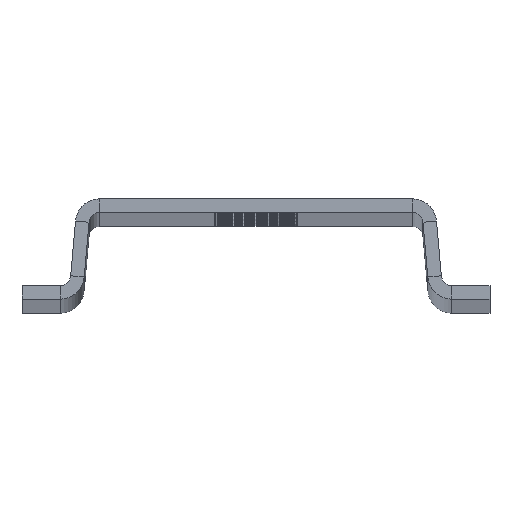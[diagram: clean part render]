
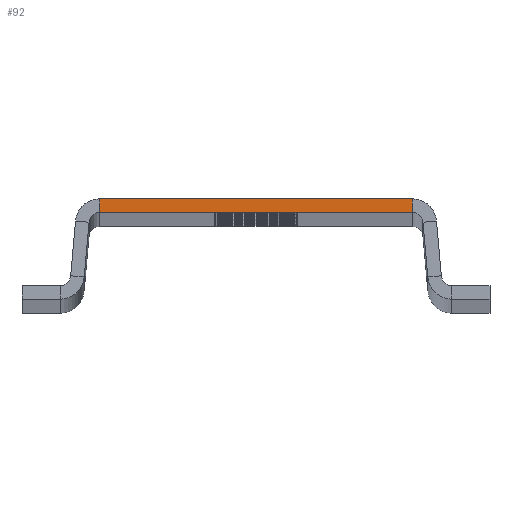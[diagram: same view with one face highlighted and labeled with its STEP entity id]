
A CAD part, top view. The second image highlights one B-rep face of the part: STEP entity #92.
In plain terms, the highlighted planar face has unit normal (0, 0, 1).
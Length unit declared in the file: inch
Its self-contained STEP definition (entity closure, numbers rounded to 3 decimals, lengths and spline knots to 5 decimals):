
#92 = ADVANCED_FACE ( 'NONE', ( #2710 ), #604, .T. ) ;
#98 = CARTESIAN_POINT ( 'NONE',  ( 0., 0., 11.8125 ) ) ;
#128 = ORIENTED_EDGE ( 'NONE', *, *, #1105, .T. ) ;
#234 = DIRECTION ( 'NONE',  ( 0., 0., 1. ) ) ;
#452 = EDGE_CURVE ( 'NONE', #3669, #3205, #3575, .T. ) ;
#598 = LINE ( 'NONE', #98, #4920 ) ;
#604 = PLANE ( 'NONE',  #3705 ) ;
#825 = DIRECTION ( 'NONE',  ( 0., 1., 0. ) ) ;
#1084 = DIRECTION ( 'NONE',  ( 0., -1., 0. ) ) ;
#1105 = EDGE_CURVE ( 'NONE', #3544, #3669, #5105, .T. ) ;
#1116 = DIRECTION ( 'NONE',  ( 1., 0., 0. ) ) ;
#1627 = EDGE_CURVE ( 'NONE', #4667, #3205, #598, .T. ) ;
#1720 = CARTESIAN_POINT ( 'NONE',  ( 0.46028, -0.04, 11.8125 ) ) ;
#1730 = DIRECTION ( 'NONE',  ( 1., 0., 0. ) ) ;
#2191 = CARTESIAN_POINT ( 'NONE',  ( 0.46028, 0., 11.8125 ) ) ;
#2508 = VECTOR ( 'NONE', #4306, 39.37008 ) ;
#2710 = FACE_OUTER_BOUND ( 'NONE', #5161, .T. ) ;
#2735 = CARTESIAN_POINT ( 'NONE',  ( 0., -0.02, 11.8125 ) ) ;
#2811 = ORIENTED_EDGE ( 'NONE', *, *, #1627, .F. ) ;
#2859 = ORIENTED_EDGE ( 'NONE', *, *, #452, .T. ) ;
#3205 = VERTEX_POINT ( 'NONE', #2191 ) ;
#3334 = EDGE_CURVE ( 'NONE', #4667, #3544, #3551, .T. ) ;
#3544 = VERTEX_POINT ( 'NONE', #3654 ) ;
#3551 = LINE ( 'NONE', #5114, #4419 ) ;
#3575 = LINE ( 'NONE', #4017, #5032 ) ;
#3654 = CARTESIAN_POINT ( 'NONE',  ( -0.46028, -0.04, 11.8125 ) ) ;
#3669 = VERTEX_POINT ( 'NONE', #1720 ) ;
#3705 = AXIS2_PLACEMENT_3D ( 'NONE', #2735, #234, #1116 ) ;
#4017 = CARTESIAN_POINT ( 'NONE',  ( 0.46028, -0.02, 11.8125 ) ) ;
#4306 = DIRECTION ( 'NONE',  ( 1., 0., 0. ) ) ;
#4419 = VECTOR ( 'NONE', #1084, 39.37008 ) ;
#4538 = ORIENTED_EDGE ( 'NONE', *, *, #3334, .T. ) ;
#4667 = VERTEX_POINT ( 'NONE', #5022 ) ;
#4708 = CARTESIAN_POINT ( 'NONE',  ( 0., -0.04, 11.8125 ) ) ;
#4920 = VECTOR ( 'NONE', #1730, 39.37008 ) ;
#5022 = CARTESIAN_POINT ( 'NONE',  ( -0.46028, 0., 11.8125 ) ) ;
#5032 = VECTOR ( 'NONE', #825, 39.37008 ) ;
#5105 = LINE ( 'NONE', #4708, #2508 ) ;
#5114 = CARTESIAN_POINT ( 'NONE',  ( -0.46028, -0.02, 11.8125 ) ) ;
#5161 = EDGE_LOOP ( 'NONE', ( #2859, #2811, #4538, #128 ) ) ;
